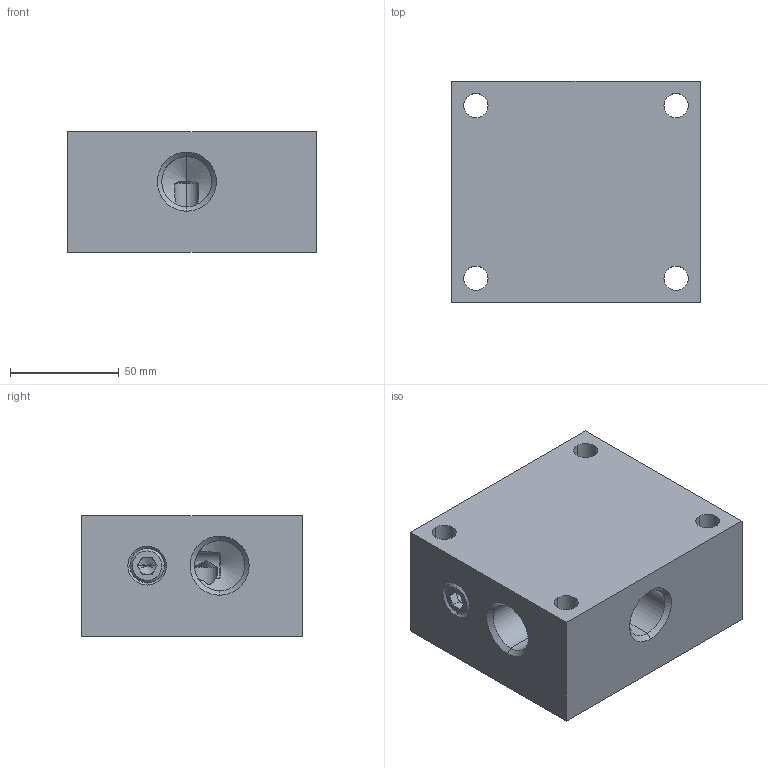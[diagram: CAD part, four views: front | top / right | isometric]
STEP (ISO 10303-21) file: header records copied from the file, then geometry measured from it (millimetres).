
FILE_DESCRIPTION((''),'2;1');
FILE_NAME('FSD_ASM','2021-03-03T',('ProEService'),(''),'PRO/ENGINEER BY PARAMETRIC TECHNOLOGY CORPORATION, 2014200','PRO/ENGINEER BY PARAMETRIC TECHNOLOGY CORPORATION, 2014200','');
FILE_SCHEMA(('CONFIG_CONTROL_DESIGN'));
Length unit declared in the file: inch
Products named in the file (3): 151-116-001; 340-004; FSD_ASM
Assembly tree (2 placements, depth 2):
  FSD_ASM
    151-116-001
    340-004
Bounding box: 114.3 x 101.6 x 55.58 mm (x, y, z)
Volume: 527065.8 mm3; surface area: 74338.5 mm2
Topology: 2 solids, 2 shells, 137 faces, 538 edges, 492 vertices
Faces by surface type: cone 59, cylinder 52, plane 22, torus 4
Entity records: 6407 total; most frequent: CARTESIAN_POINT 2062, DIRECTION 915, ORIENTED_EDGE 666, EDGE_CURVE 333, VECTOR 329, LINE 329, AXIS2_PLACEMENT_3D 293, VERTEX_POINT 203
